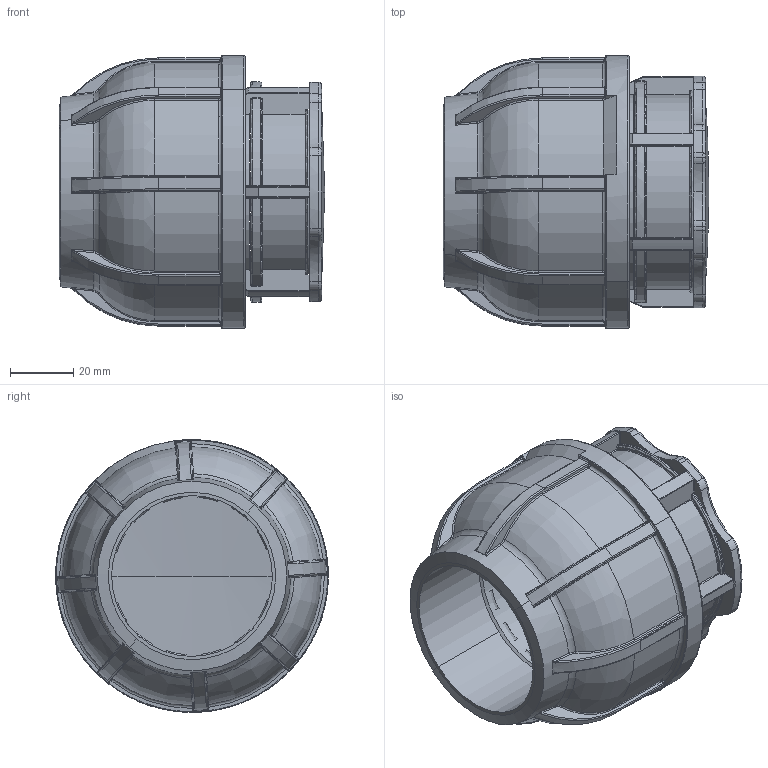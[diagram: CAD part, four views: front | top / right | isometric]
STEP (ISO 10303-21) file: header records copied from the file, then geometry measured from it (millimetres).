
FILE_DESCRIPTION (( 'STEP AP203' ), '1' );
FILE_NAME ('R221.050.000.step', '2013-11-19T09:33:09', ( 'Alusic' ), ( 'Alusic' ), 'SwSTEP 2.0', 'SolidWorks 2011', '' );
FILE_SCHEMA (( 'CONFIG_CONTROL_DESIGN' ));
Length unit declared in the file: millimetre
Products named in the file (1): R221.050.000
Bounding box: 84.15 x 86.48 x 86.48 mm (x, y, z)
Surface area: 52583.4 mm2 (no closed solid volume)
Topology: 0 solids, 17 shells, 959 faces, 2824 edges, 1706 vertices
Faces by surface type: cylinder 321, torus 213, bspline 205, plane 185, sphere 20, cone 15
Entity records: 40177 total; most frequent: CARTESIAN_POINT 17043, DIRECTION 4850, ORIENTED_EDGE 4593, EDGE_CURVE 2786, AXIS2_PLACEMENT_3D 2088, VERTEX_POINT 1706, CIRCLE 1333, EDGE_LOOP 963
